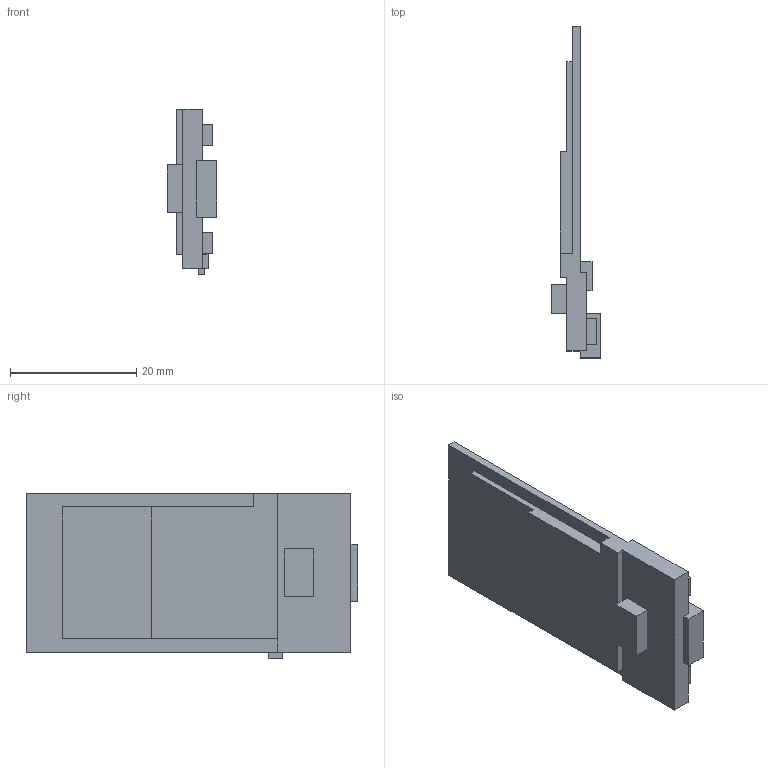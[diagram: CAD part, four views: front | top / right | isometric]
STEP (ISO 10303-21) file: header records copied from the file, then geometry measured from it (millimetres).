
FILE_DESCRIPTION(/* description */ (''),/* implementation_level */ '2;1');
FILE_NAME(/* name */ 'ESP32 TTGO v3.stp',/* time_stamp */ '2025-09-12T00:27:05+02:00',/* author */ (''),/* organization */ (''),/* preprocessor_version */ 'ST-DEVELOPER v20.1',/* originating_system */ 'Autodesk Translation Framework v14.10.0.0',/* authorisation */ '');
FILE_SCHEMA (('AUTOMOTIVE_DESIGN { 1 0 10303 214 3 1 1 }'));
Length unit declared in the file: millimetre
Products named in the file (1): ESP32 TTGO
Bounding box: 7.9 x 52.6 x 26.3 mm (x, y, z)
Volume: 3548.5 mm3; surface area: 3312.2 mm2
Topology: 1 solids, 1 shells, 48 faces, 125 edges, 83 vertices
Faces by surface type: plane 48
Entity records: 1474 total; most frequent: CARTESIAN_POINT 257, ORIENTED_EDGE 250, DIRECTION 223, LINE 125, VECTOR 125, EDGE_CURVE 125, VERTEX_POINT 83, EDGE_LOOP 52
